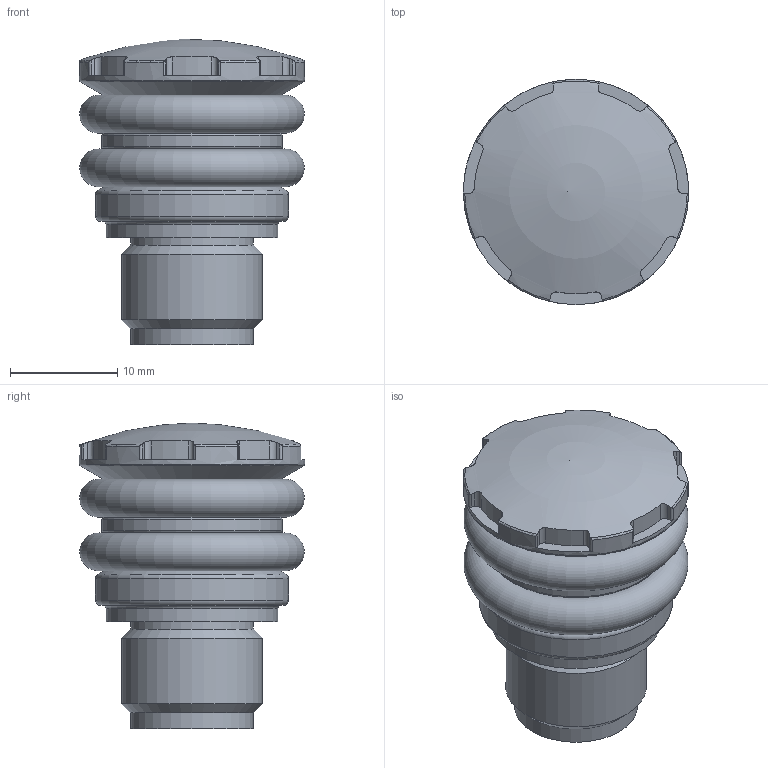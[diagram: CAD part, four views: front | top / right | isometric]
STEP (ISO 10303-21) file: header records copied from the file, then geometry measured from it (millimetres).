
FILE_DESCRIPTION(/* description */ ('STEP AP214'),/* implementation_level */ '2;1');
FILE_NAME(/* name */ '563400_VABD-D3-SN-G14',/* time_stamp */ '2024-09-15T17:21:03+02:00',/* author */ ('License CC BY-ND 4.0'),/* organization */ ('CADENAS'),/* preprocessor_version */ 'ST-DEVELOPER v19.3',/* originating_system */ 'PARTsolutions',/* authorisation */ ' ');
FILE_SCHEMA (('AUTOMOTIVE_DESIGN {1 0 10303 214 3 1 1}'));
Length unit declared in the file: millimetre
Products named in the file (1): 563400 VABD-D3-SN-G14
Bounding box: 21 x 21 x 28.5 mm (x, y, z)
Volume: 4990.5 mm3; surface area: 3282.4 mm2
Topology: 1 solids, 1 shells, 91 faces, 241 edges, 155 vertices
Faces by surface type: cylinder 42, plane 25, torus 17, cone 7
Full cylindrical faces by diameter (mm): 11.445 x2, 13.157 x1, 16 x1, 16.8 x1, 18 x1, 21 x1
Entity records: 3407 total; most frequent: CARTESIAN_POINT 586, DIRECTION 460, ORIENTED_EDGE 430, EDGE_CURVE 215, AXIS2_PLACEMENT_3D 195, VERTEX_POINT 153, FACE_BOUND 118, EDGE_LOOP 117
